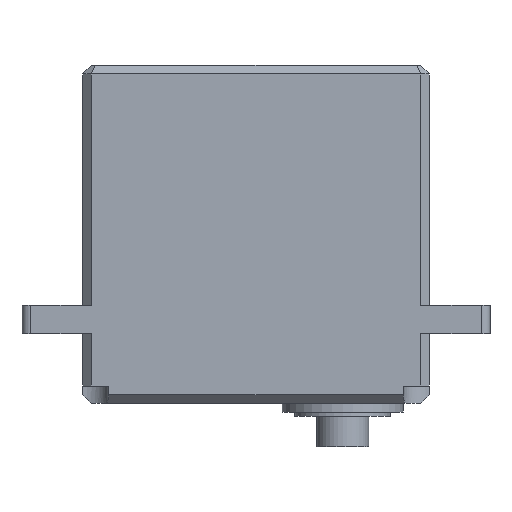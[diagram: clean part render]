
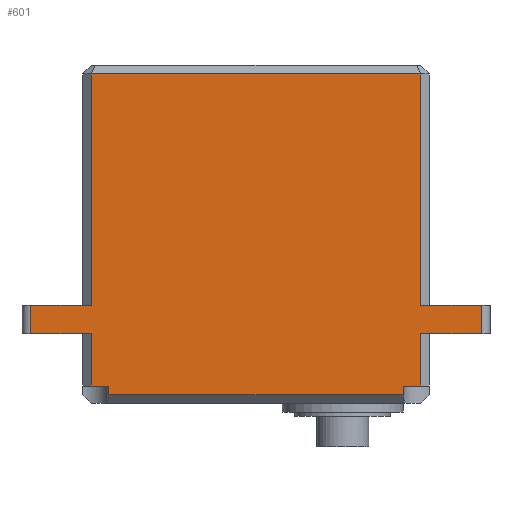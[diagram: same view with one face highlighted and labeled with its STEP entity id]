
A CAD part, front view. The second image highlights one B-rep face of the part: STEP entity #601.
In plain terms, the highlighted planar face has unit normal (0, -1, 0).
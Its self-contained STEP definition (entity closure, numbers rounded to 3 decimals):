
#3 = VERTEX_POINT ( 'NONE', #434 ) ;
#24 = CARTESIAN_POINT ( 'NONE',  ( -17., 0., -17.5 ) ) ;
#37 = VECTOR ( 'NONE', #945, 1000. ) ;
#58 = ORIENTED_EDGE ( 'NONE', *, *, #123, .T. ) ;
#97 = CARTESIAN_POINT ( 'NONE',  ( -19., 0., -8.175 ) ) ;
#116 = AXIS2_PLACEMENT_3D ( 'NONE', #1927, #1300, #1141 ) ;
#123 = EDGE_CURVE ( 'NONE', #848, #1851, #1004, .T. ) ;
#167 = ORIENTED_EDGE ( 'NONE', *, *, #1923, .T. ) ;
#168 = EDGE_CURVE ( 'NONE', #806, #3, #1329, .T. ) ;
#173 = DIRECTION ( 'NONE',  ( -1., 0., 0. ) ) ;
#196 = CARTESIAN_POINT ( 'NONE',  ( -26., 0., -8.175 ) ) ;
#217 = FACE_OUTER_BOUND ( 'NONE', #946, .T. ) ;
#219 = EDGE_CURVE ( 'NONE', #344, #884, #1751, .T. ) ;
#240 = LINE ( 'NONE', #1519, #1005 ) ;
#255 = DIRECTION ( 'NONE',  ( 1., 0., 0. ) ) ;
#303 = CARTESIAN_POINT ( 'NONE',  ( 0., 0., 18.5 ) ) ;
#321 = CARTESIAN_POINT ( 'NONE',  ( 19., 0., -8.175 ) ) ;
#324 = CARTESIAN_POINT ( 'NONE',  ( -17., 0., -17.5 ) ) ;
#330 = VECTOR ( 'NONE', #1557, 1000. ) ;
#344 = VERTEX_POINT ( 'NONE', #24 ) ;
#356 = CARTESIAN_POINT ( 'NONE',  ( 0., 0., -17.5 ) ) ;
#376 = ORIENTED_EDGE ( 'NONE', *, *, #168, .T. ) ;
#377 = EDGE_CURVE ( 'NONE', #1705, #1894, #1045, .T. ) ;
#384 = ORIENTED_EDGE ( 'NONE', *, *, #879, .T. ) ;
#392 = CARTESIAN_POINT ( 'NONE',  ( 0., 0., -18.5 ) ) ;
#408 = DIRECTION ( 'NONE',  ( 1., 0., 0. ) ) ;
#417 = ORIENTED_EDGE ( 'NONE', *, *, #436, .T. ) ;
#430 = VECTOR ( 'NONE', #1238, 1000. ) ;
#434 = CARTESIAN_POINT ( 'NONE',  ( 26., 0., -8.175 ) ) ;
#436 = EDGE_CURVE ( 'NONE', #1657, #884, #1374, .T. ) ;
#522 = DIRECTION ( 'NONE',  ( 0., 0., 1. ) ) ;
#538 = CARTESIAN_POINT ( 'NONE',  ( 26., 0., -11.451 ) ) ;
#544 = VERTEX_POINT ( 'NONE', #1003 ) ;
#558 = LINE ( 'NONE', #1853, #1614 ) ;
#571 = VERTEX_POINT ( 'NONE', #820 ) ;
#573 = CARTESIAN_POINT ( 'NONE',  ( -27., 0., -8.175 ) ) ;
#595 = VECTOR ( 'NONE', #1653, 1000. ) ;
#601 = ADVANCED_FACE ( 'NONE', ( #217 ), #1289, .F. ) ;
#612 = LINE ( 'NONE', #1252, #1861 ) ;
#620 = VERTEX_POINT ( 'NONE', #1777 ) ;
#640 = ORIENTED_EDGE ( 'NONE', *, *, #2018, .F. ) ;
#655 = LINE ( 'NONE', #956, #37 ) ;
#729 = CARTESIAN_POINT ( 'NONE',  ( 17., 0., -17.5 ) ) ;
#751 = ORIENTED_EDGE ( 'NONE', *, *, #1603, .F. ) ;
#774 = LINE ( 'NONE', #1418, #430 ) ;
#790 = VERTEX_POINT ( 'NONE', #729 ) ;
#806 = VERTEX_POINT ( 'NONE', #538 ) ;
#820 = CARTESIAN_POINT ( 'NONE',  ( 19., 0., 18.5 ) ) ;
#824 = CARTESIAN_POINT ( 'NONE',  ( -19., 0., -11.451 ) ) ;
#835 = VECTOR ( 'NONE', #408, 1000. ) ;
#848 = VERTEX_POINT ( 'NONE', #1364 ) ;
#879 = EDGE_CURVE ( 'NONE', #1705, #620, #1064, .T. ) ;
#884 = VERTEX_POINT ( 'NONE', #1570 ) ;
#935 = VECTOR ( 'NONE', #1365, 1000. ) ;
#938 = EDGE_CURVE ( 'NONE', #344, #848, #944, .T. ) ;
#944 = LINE ( 'NONE', #324, #1443 ) ;
#945 = DIRECTION ( 'NONE',  ( 0., 0., -1. ) ) ;
#946 = EDGE_LOOP ( 'NONE', ( #1493, #58, #640, #751, #1026, #1713, #376, #1876, #999, #1623, #1347, #1301, #384, #167, #417, #1214 ) ) ;
#956 = CARTESIAN_POINT ( 'NONE',  ( 17., 0., -17.5 ) ) ;
#960 = LINE ( 'NONE', #356, #1650 ) ;
#969 = CARTESIAN_POINT ( 'NONE',  ( -19., 0., 18.5 ) ) ;
#993 = EDGE_CURVE ( 'NONE', #1639, #571, #774, .T. ) ;
#999 = ORIENTED_EDGE ( 'NONE', *, *, #993, .T. ) ;
#1003 = CARTESIAN_POINT ( 'NONE',  ( 19., 0., -17.5 ) ) ;
#1004 = LINE ( 'NONE', #392, #2034 ) ;
#1005 = VECTOR ( 'NONE', #1992, 1000. ) ;
#1026 = ORIENTED_EDGE ( 'NONE', *, *, #1730, .T. ) ;
#1045 = LINE ( 'NONE', #573, #835 ) ;
#1064 = LINE ( 'NONE', #1200, #1085 ) ;
#1080 = EDGE_CURVE ( 'NONE', #571, #1398, #1745, .T. ) ;
#1085 = VECTOR ( 'NONE', #1220, 1000. ) ;
#1112 = DIRECTION ( 'NONE',  ( 1., 0., 0. ) ) ;
#1128 = CARTESIAN_POINT ( 'NONE',  ( 19., 0., -11.451 ) ) ;
#1141 = DIRECTION ( 'NONE',  ( 0., 0., 1. ) ) ;
#1178 = DIRECTION ( 'NONE',  ( 1., 0., 0. ) ) ;
#1192 = CARTESIAN_POINT ( 'NONE',  ( 26., 0., 0. ) ) ;
#1200 = CARTESIAN_POINT ( 'NONE',  ( -26., 0., -11.451 ) ) ;
#1214 = ORIENTED_EDGE ( 'NONE', *, *, #219, .F. ) ;
#1220 = DIRECTION ( 'NONE',  ( 0., 0., -1. ) ) ;
#1238 = DIRECTION ( 'NONE',  ( 0., 0., 1. ) ) ;
#1252 = CARTESIAN_POINT ( 'NONE',  ( -27., 0., -11.451 ) ) ;
#1262 = DIRECTION ( 'NONE',  ( 1., 0., 0. ) ) ;
#1283 = DIRECTION ( 'NONE',  ( -1., 0., 0. ) ) ;
#1289 = PLANE ( 'NONE',  #116 ) ;
#1300 = DIRECTION ( 'NONE',  ( 0., 1., 0. ) ) ;
#1301 = ORIENTED_EDGE ( 'NONE', *, *, #377, .F. ) ;
#1312 = VECTOR ( 'NONE', #1112, 1000. ) ;
#1319 = VECTOR ( 'NONE', #1283, 1000. ) ;
#1329 = LINE ( 'NONE', #1192, #1592 ) ;
#1330 = EDGE_CURVE ( 'NONE', #1676, #806, #612, .T. ) ;
#1347 = ORIENTED_EDGE ( 'NONE', *, *, #1571, .T. ) ;
#1364 = CARTESIAN_POINT ( 'NONE',  ( -17., 0., -18.5 ) ) ;
#1365 = DIRECTION ( 'NONE',  ( 0., 0., -1. ) ) ;
#1374 = LINE ( 'NONE', #1846, #935 ) ;
#1381 = CARTESIAN_POINT ( 'NONE',  ( 17., 0., -18.5 ) ) ;
#1398 = VERTEX_POINT ( 'NONE', #969 ) ;
#1418 = CARTESIAN_POINT ( 'NONE',  ( 19., 0., 0. ) ) ;
#1437 = DIRECTION ( 'NONE',  ( 0., 0., -1. ) ) ;
#1443 = VECTOR ( 'NONE', #1437, 1000. ) ;
#1493 = ORIENTED_EDGE ( 'NONE', *, *, #938, .T. ) ;
#1519 = CARTESIAN_POINT ( 'NONE',  ( 19., 0., 0. ) ) ;
#1557 = DIRECTION ( 'NONE',  ( 0., 0., -1. ) ) ;
#1570 = CARTESIAN_POINT ( 'NONE',  ( -19., 0., -17.5 ) ) ;
#1571 = EDGE_CURVE ( 'NONE', #1398, #1894, #1907, .T. ) ;
#1592 = VECTOR ( 'NONE', #522, 1000. ) ;
#1593 = CARTESIAN_POINT ( 'NONE',  ( -27., 0., -11.451 ) ) ;
#1597 = CARTESIAN_POINT ( 'NONE',  ( 0., 0., -17.5 ) ) ;
#1603 = EDGE_CURVE ( 'NONE', #544, #790, #960, .T. ) ;
#1614 = VECTOR ( 'NONE', #255, 1000. ) ;
#1615 = LINE ( 'NONE', #1593, #1312 ) ;
#1623 = ORIENTED_EDGE ( 'NONE', *, *, #1080, .T. ) ;
#1639 = VERTEX_POINT ( 'NONE', #321 ) ;
#1650 = VECTOR ( 'NONE', #173, 1000. ) ;
#1653 = DIRECTION ( 'NONE',  ( -1., 0., 0. ) ) ;
#1657 = VERTEX_POINT ( 'NONE', #824 ) ;
#1676 = VERTEX_POINT ( 'NONE', #1128 ) ;
#1705 = VERTEX_POINT ( 'NONE', #196 ) ;
#1713 = ORIENTED_EDGE ( 'NONE', *, *, #1330, .T. ) ;
#1730 = EDGE_CURVE ( 'NONE', #544, #1676, #240, .T. ) ;
#1745 = LINE ( 'NONE', #303, #595 ) ;
#1751 = LINE ( 'NONE', #1597, #1319 ) ;
#1754 = CARTESIAN_POINT ( 'NONE',  ( -19., 0., 0. ) ) ;
#1777 = CARTESIAN_POINT ( 'NONE',  ( -26., 0., -11.451 ) ) ;
#1846 = CARTESIAN_POINT ( 'NONE',  ( -19., 0., 0. ) ) ;
#1851 = VERTEX_POINT ( 'NONE', #1381 ) ;
#1853 = CARTESIAN_POINT ( 'NONE',  ( -27., 0., -8.175 ) ) ;
#1861 = VECTOR ( 'NONE', #1262, 1000. ) ;
#1876 = ORIENTED_EDGE ( 'NONE', *, *, #1887, .F. ) ;
#1887 = EDGE_CURVE ( 'NONE', #1639, #3, #558, .T. ) ;
#1894 = VERTEX_POINT ( 'NONE', #97 ) ;
#1907 = LINE ( 'NONE', #1754, #330 ) ;
#1923 = EDGE_CURVE ( 'NONE', #620, #1657, #1615, .T. ) ;
#1927 = CARTESIAN_POINT ( 'NONE',  ( 0., 0., 0. ) ) ;
#1992 = DIRECTION ( 'NONE',  ( 0., 0., 1. ) ) ;
#2018 = EDGE_CURVE ( 'NONE', #790, #1851, #655, .T. ) ;
#2034 = VECTOR ( 'NONE', #1178, 1000. ) ;
